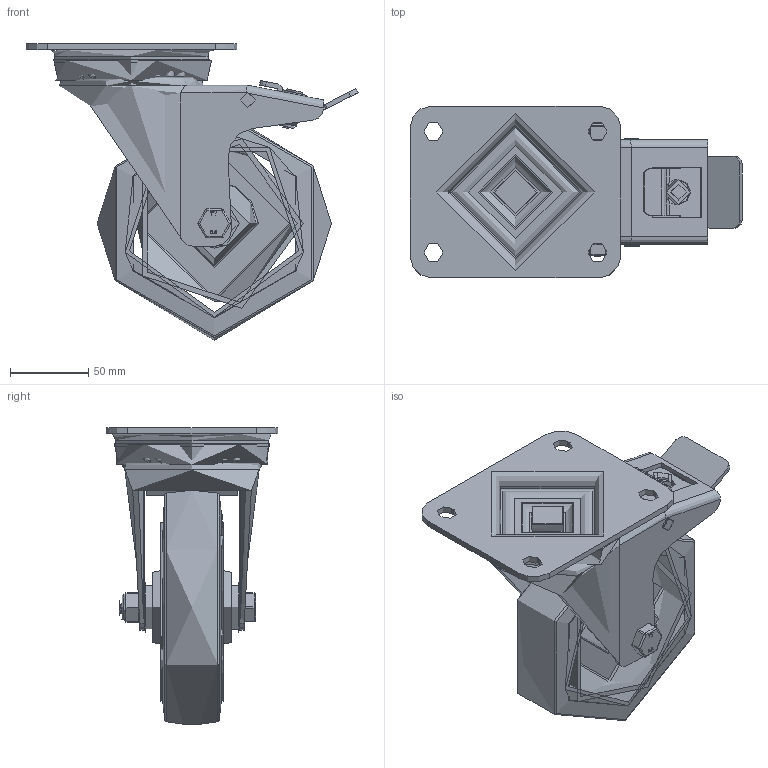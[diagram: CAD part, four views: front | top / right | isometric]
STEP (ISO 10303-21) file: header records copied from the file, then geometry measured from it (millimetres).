
FILE_DESCRIPTION(/* description */ (''),/* implementation_level */ '2;1');
FILE_NAME(/* name */ 'BZWB150SRNBSWBTB.step',/* time_stamp */ '2025-07-02T11:49:51+01:00',/* author */ (''),/* organization */ (''),/* preprocessor_version */ 'ST-DEVELOPER v20.1',/* originating_system */ 'Autodesk Translation Framework v14.10.0.0',/* authorisation */ '');
FILE_SCHEMA (('AUTOMOTIVE_DESIGN { 1 0 10303 214 3 1 1 }'));
Length unit declared in the file: millimetre
Products named in the file (33): BZWB150SRNBSWB/TB; BZWB160ASSWBTB - 2 v1; ZINC PLATED, PRESSED STEEL TOP PLATE; ZINC PLATED, PRESSED STEEL TOP PLATE Geometry; Pattern; Component3; ZINC PLATED, PRESSED STEEL FORKS; ZINC PLATED, PRESSED STEEL FORKS Geometry; Component9; BEARING SEAL; ZINC PLATED, PRESSED STEEL BRAKE PEDAL; BRAKE PAD; Solid1; brake bolt; BZMH150WSRNRB v1; NYLON RIM; 65 SHORE A ELASTIC RUBBER TYRE; BEARING; CAGE; STEEL RODS; Component1; TUBEM20X60 v1; ZINC PLATED STEEL TUBE; WM20X32X5 v1; ZINC PLATED WASHER; WM20X32X5 v1 (1); ZINC PLATED WASHER (1); HEXBOLTM12X80Z8.8 v2; GRADE 8.8 ZINC PLATED BOLT; NYLOCM12Z v1; NYLOC NUT; NUT; RUBBER
Assembly tree (62 placements, depth 5):
  BZWB150SRNBSWB/TB
    BZWB160ASSWBTB - 2 v1
      ZINC PLATED, PRESSED STEEL TOP PLATE
        ZINC PLATED, PRESSED STEEL TOP PLATE Geometry
        Pattern
          Component3  x22
      ZINC PLATED, PRESSED STEEL FORKS
        ZINC PLATED, PRESSED STEEL FORKS Geometry
        Component9
      BEARING SEAL
      ZINC PLATED, PRESSED STEEL BRAKE PEDAL
      BRAKE PAD
        Solid1
        brake bolt
    BZMH150WSRNRB v1
      NYLON RIM
      65 SHORE A ELASTIC RUBBER TYRE
      BEARING
        CAGE
        STEEL RODS
          Component1  x10
    TUBEM20X60 v1
      ZINC PLATED STEEL TUBE
    WM20X32X5 v1
      ZINC PLATED WASHER
    WM20X32X5 v1 (1)
      ZINC PLATED WASHER (1)
    HEXBOLTM12X80Z8.8 v2
      GRADE 8.8 ZINC PLATED BOLT
    NYLOCM12Z v1
      NYLOC NUT
        NUT
        RUBBER
Bounding box: 212.5 x 110 x 189.8 mm (x, y, z)
Volume: 695764.2 mm3; surface area: 267549.4 mm2
Topology: 49 solids, 49 shells, 687 faces, 1703 edges, 1095 vertices
Faces by surface type: plane 326, cylinder 215, torus 45, bspline 41, sphere 41, cone 19
Full cylindrical faces by diameter (mm): 4 x1, 5 x11, 6 x4, 9 x1, 9.836 x18, 10 x4, 10.2 x1, 11.834 x18, 12 x3, 12.2 x2, 12.5 x1, 14 x2, 16.003 x1, 18 x1, 18.5 x1, 19.9 x1, 20 x1, 20.4 x2, 25 x2, 28 x1, 29 x1, 30 x1, 32 x2, 34.5 x1, 39.5 x1, 44 x2, 70 x1, 85 x1, 86 x1, 98 x1
Entity records: 26951 total; most frequent: CARTESIAN_POINT 10435, DIRECTION 3352, ORIENTED_EDGE 3222, EDGE_CURVE 1611, AXIS2_PLACEMENT_3D 1273, VERTEX_POINT 1035, LINE 806, VECTOR 806
